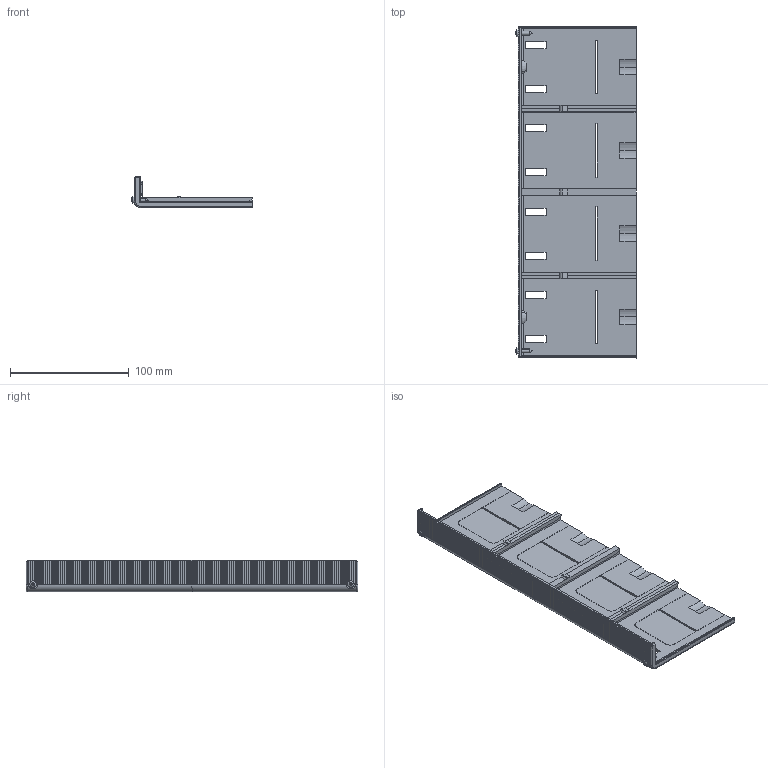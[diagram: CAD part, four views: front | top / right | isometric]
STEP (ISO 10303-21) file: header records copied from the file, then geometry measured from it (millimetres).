
FILE_DESCRIPTION((''),'2;1');
FILE_NAME('ASM0008_ASM','2019-05-27T',('ITSTCAR1'),(''),'CREO PARAMETRIC BY PTC INC, 2016050','CREO PARAMETRIC BY PTC INC, 2016050','');
FILE_SCHEMA(('AUTOMOTIVE_DESIGN { 1 0 10303 214 1 1 1 1 }'));
Length unit declared in the file: millimetre
Products named in the file (4): MSBR-3_1_2_3; MSBR-2_1_2_3; MSBR-1_1_2_3; ASM0008_ASM
Assembly tree (3 placements, depth 2):
  ASM0008_ASM
    MSBR-3_1_2_3
    MSBR-2_1_2_3
    MSBR-1_1_2_3
Bounding box: 101.64 x 279 x 26.7 mm (x, y, z)
Volume: 269.2 mm3; surface area: 81399 mm2
Topology: 2 solids, 3 shells, 1102 faces, 3258 edges, 2141 vertices
Faces by surface type: plane 1007, cylinder 61, cone 20, torus 10, sphere 4
Entity records: 48884 total; most frequent: CARTESIAN_POINT 7743, ORIENTED_EDGE 6494, DIRECTION 5610, EDGE_CURVE 3250, PRESENTATION_STYLE_ASSIGNMENT 3191, STYLED_ITEM 3185, CURVE_STYLE 3140, VECTOR 3006
